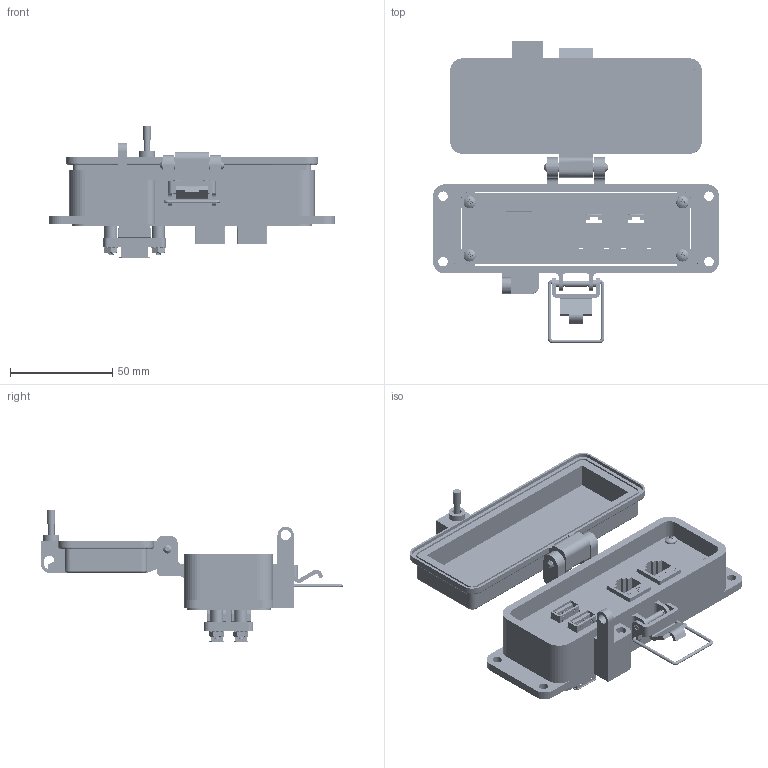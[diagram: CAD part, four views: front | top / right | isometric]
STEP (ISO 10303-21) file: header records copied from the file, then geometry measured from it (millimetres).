
FILE_DESCRIPTION (( 'STEP AP203' ), '1' );
FILE_NAME ('P-P22#2R2#2-H3RX_3D.STEP', '2021-07-23T20:49:36', ( '' ), ( '' ), 'SwSTEP 2.0', 'SolidWorks 2019', '' );
FILE_SCHEMA (( 'CONFIG_CONTROL_DESIGN' ));
Length unit declared in the file: millimetre
Products named in the file (18): P-P22#2R2#2-H3RX_BP180_1; P-P22#2R2#2-H3RX_3D; Z-000-44011_4FH_90273A117; 92005A124_METRIC PAN HEAD PHILLIPS MACHINE SCREW_92005A124; P-P22#2R2#2-H3RX_TP060_1; P-P22#2R2#2-H3RX_TP180_1; Z-300-RJ45CAT5; P22; Z-300-USB-A-FF; Z-H-H3_B; Z-001-SPR_3_4; R2; Z-002-4401_4HN_90675A005; Z-000-4243316TFP; -H3; P-P22#2R2#2-H3RX_FP060_1
Assembly tree (34 placements, depth 3):
  P-P22#2R2#2-H3RX_3D
    P-P22#2R2#2-H3RX_BP180_1
    P-P22#2R2#2-H3RX_TP060_1
    Z-000-4243316TFP  x4
    P22
      Z-300-USB-A-FF
    P22
      Z-300-USB-A-FF
    P-P22#2R2#2-H3RX_TP180_1
    Z-000-44011_4FH_90273A117  x4
    Z-002-4401_4HN_90675A005  x4
    Z-001-SPR_3_4  x4
    P-P22#2R2#2-H3RX_FP060_1
    R2
      Z-300-RJ45CAT5
    R2
      Z-300-RJ45CAT5
    -H3
      Z-H-H3_B
    92005A124_METRIC PAN HEAD PHILLIPS MACHINE SCREW_92005A124  x4
Bounding box: 140 x 147.61 x 64.54 mm (x, y, z)
Volume: 116071.6 mm3; surface area: 95968.5 mm2
Topology: 36 solids, 36 shells, 4214 faces, 11923 edges, 7855 vertices
Faces by surface type: cylinder 1821, plane 1611, bspline 474, cone 244, sphere 40, torus 24
Entity records: 77860 total; most frequent: CARTESIAN_POINT 30330, ORIENTED_EDGE 10558, DIRECTION 7842, EDGE_CURVE 5279, VERTEX_POINT 3488, LINE 3152, VECTOR 3152, AXIS2_PLACEMENT_3D 2345
